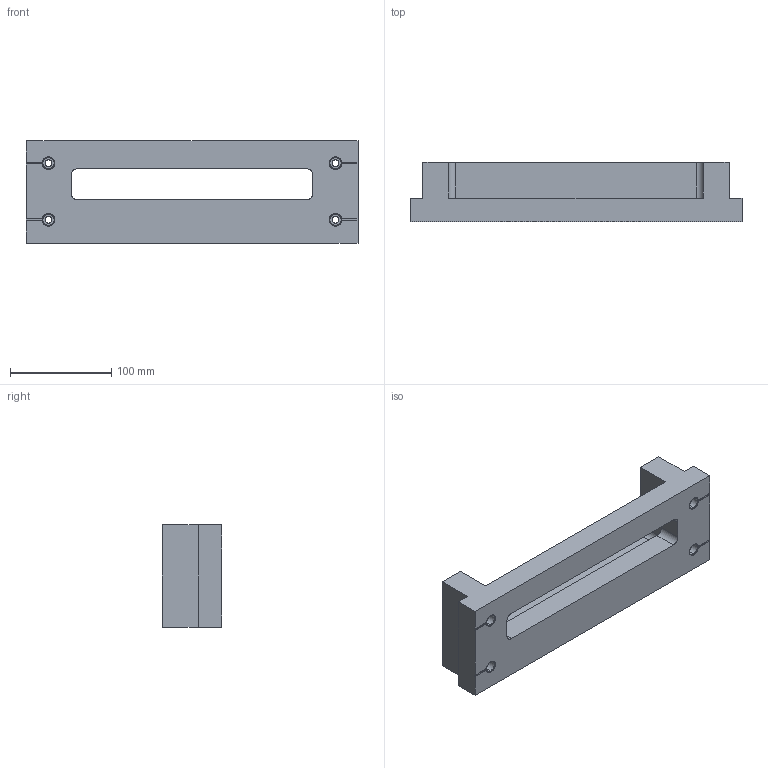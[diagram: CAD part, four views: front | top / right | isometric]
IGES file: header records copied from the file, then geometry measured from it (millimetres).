
Start section: SolidWorks IGES file using analytic representation for surfaces
Global section: file name: D1100424-v2 ALIGO SRM AR BAFFLE, H1 SPACER.IGS; native system: SolidWorks 2012; preprocessor: SolidWorks 2012; author: tnguyen; date: 120411.130039; units: inch
Bounding box: 327.91 x 58.51 x 101.6 mm (x, y, z)
Surface area: 126060.5 mm2 (no closed solid volume)
Topology: 0 solids, 0 shells, 97 faces, 1364 edges, 1358 vertices
Faces by surface type: revolution 54, bspline 43
